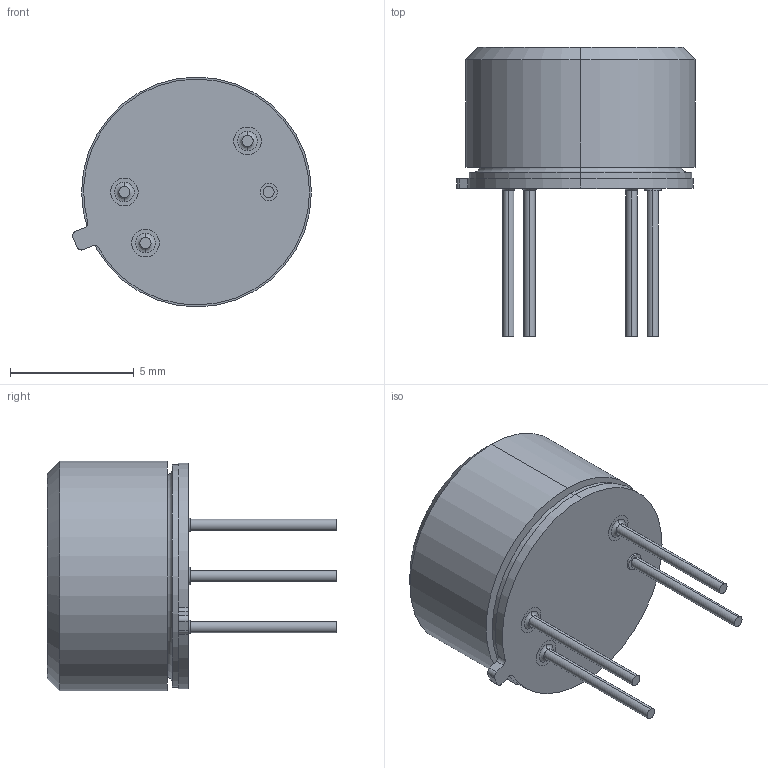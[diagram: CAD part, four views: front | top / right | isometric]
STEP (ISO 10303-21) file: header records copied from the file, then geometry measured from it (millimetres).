
FILE_DESCRIPTION((''),'2;1');
FILE_NAME('MLX90640_120__APERTURE_ASM','2018-03-16T',('jre'),(''),'PRO/ENGINEER BY PARAMETRIC TECHNOLOGY CORPORATION, 2010280','PRO/ENGINEER BY PARAMETRIC TECHNOLOGY CORPORATION, 2010280','');
FILE_SCHEMA(('CONFIG_CONTROL_DESIGN'));
Length unit declared in the file: millimetre
Products named in the file (11): PRT0005; PRT0006; PRT0007; PRT0008; ASM0001_ASM; PRT0009; PRT0010; 90640-120X30-APPERTURE_ANY; MLX90640_120__APERTURE_ANY_ASM; _MLX90640_120__APERTURE; MLX90640_120__APERTURE_ASM
Assembly tree (14 placements, depth 4):
  MLX90640_120__APERTURE_ASM
    MLX90640_120__APERTURE_ANY_ASM
      ASM0001_ASM
        PRT0005
        PRT0006  x3
        PRT0007  x3
        PRT0008
      PRT0009
      PRT0010
      90640-120X30-APPERTURE_ANY
    _MLX90640_120__APERTURE
Bounding box: 9.66 x 11.7 x 9.3 mm (x, y, z)
Volume: 247.7 mm3; surface area: 913.7 mm2
Topology: 11 solids, 11 shells, 129 faces, 263 edges, 162 vertices
Faces by surface type: cylinder 62, torus 32, plane 31, cone 4
Entity records: 3159 total; most frequent: DIRECTION 647, CARTESIAN_POINT 489, ORIENTED_EDGE 430, AXIS2_PLACEMENT_3D 292, EDGE_CURVE 215, CIRCLE 152, VERTEX_POINT 134, EDGE_LOOP 123
